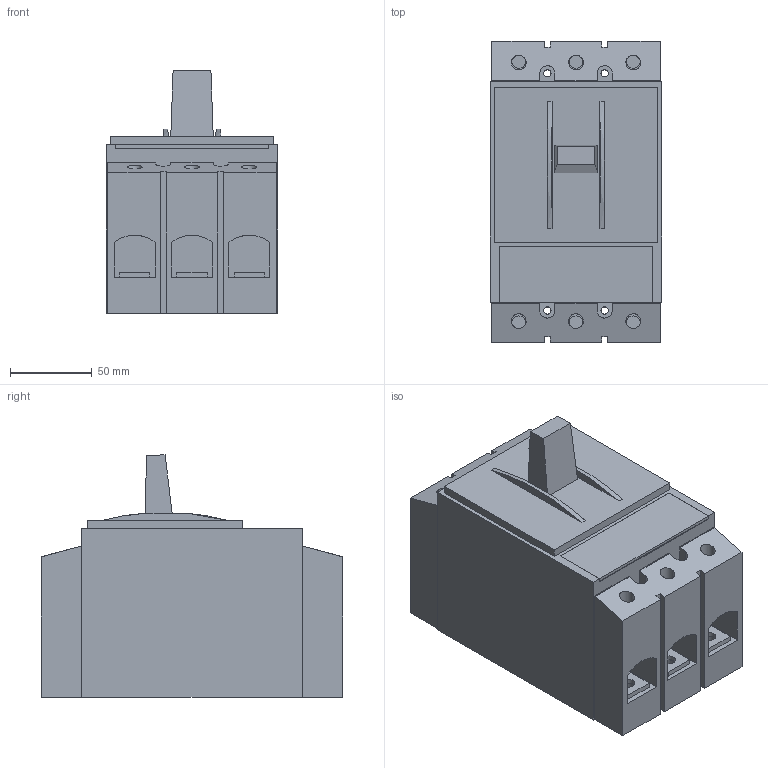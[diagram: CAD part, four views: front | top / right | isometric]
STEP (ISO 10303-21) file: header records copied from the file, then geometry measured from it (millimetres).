
FILE_DESCRIPTION(/* description */ ('STEP AP242','CAx-IF Rec.Pracs.---Representation and Presentation of Product Manufacturing Information (PMI)---4.0---2014-10-13','CAx-IF Rec.Pracs.---3D Tessellated Geometry---0.4---2014-09-14','2;1'),/* implementation_level */ '2;1');
FILE_NAME(/* name */ 'eaton-molded-case-switches-mcad-3d-models-nzm2-3p',/* time_stamp */ '2025-06-16T07:13:42+02:00',/* author */ ('License CC BY-ND 4.0'),/* organization */ ('CADENAS'),/* preprocessor_version */ 'ST-DEVELOPER v19.3',/* originating_system */ 'PARTsolutions',/* authorisation */ ' ');
FILE_SCHEMA (('AP242_MANAGED_MODEL_BASED_3D_ENGINEERING_MIM_LF { 1 0 10303 442 1 1 4 }'));
Length unit declared in the file: millimetre
Products named in the file (4): 130631_(index); nzm2_3p_p1; nzm2_3p_p2; nzm2_3p_p3
Assembly tree (4 placements, depth 2):
  130631_(index)
    nzm2_3p_p1
    nzm2_3p_p2  x2
    nzm2_3p_p3
Bounding box: 105 x 184 x 148.23 mm (x, y, z)
Volume: 1852113.9 mm3; surface area: 170023.5 mm2
Topology: 4 solids, 4 shells, 166 faces, 439 edges, 296 vertices
Faces by surface type: plane 132, cylinder 34
Full cylindrical faces by diameter (mm): 4.5 x4, 8.5 x6, 9 x12
Entity records: 3619 total; most frequent: CARTESIAN_POINT 638, ORIENTED_EDGE 568, DIRECTION 566, EDGE_CURVE 284, LINE 242, VECTOR 242, VERTEX_POINT 198, EDGE_LOOP 172
